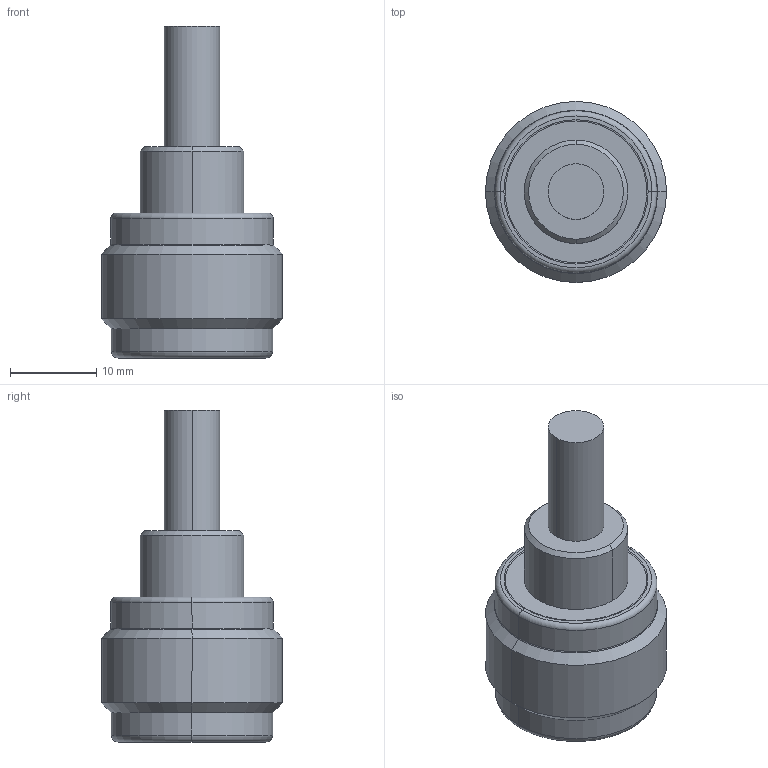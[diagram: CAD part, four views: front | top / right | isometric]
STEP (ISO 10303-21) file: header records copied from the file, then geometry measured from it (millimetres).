
FILE_DESCRIPTION (( 'STEP AP203' ), '1' );
FILE_NAME ('R161.082.200B.STEP', '2015-01-30T14:27:30', ( '' ), ( '' ), 'SwSTEP 2.0', 'SolidWorks 2014', '' );
FILE_SCHEMA (( 'CONFIG_CONTROL_DESIGN' ));
Length unit declared in the file: metre
Products named in the file (1): R161.082.200B
Bounding box: 21 x 21 x 38.5 mm (x, y, z)
Volume: 4708.3 mm3; surface area: 3336.5 mm2
Topology: 1 solids, 1 shells, 116 faces, 279 edges, 172 vertices
Faces by surface type: cylinder 43, torus 26, plane 25, cone 22
Entity records: 3574 total; most frequent: CARTESIAN_POINT 768, DIRECTION 603, ORIENTED_EDGE 558, EDGE_CURVE 279, AXIS2_PLACEMENT_3D 247, VERTEX_POINT 172, CIRCLE 130, EDGE_LOOP 123
